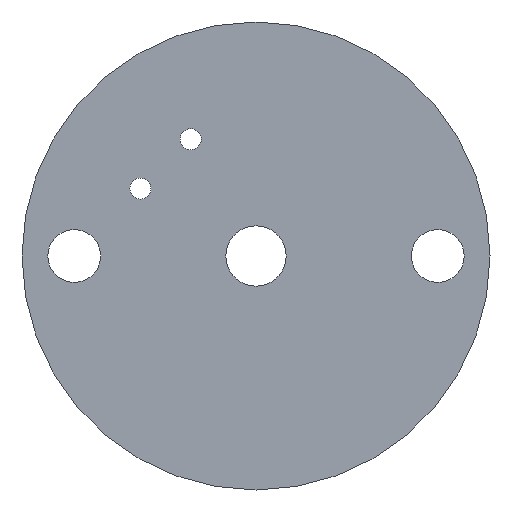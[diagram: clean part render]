
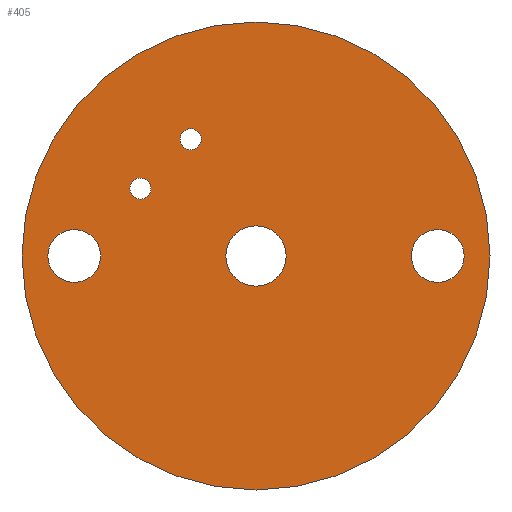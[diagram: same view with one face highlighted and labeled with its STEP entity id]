
A CAD part, front view. The second image highlights one B-rep face of the part: STEP entity #405.
In plain terms, the highlighted planar face has unit normal (0, -1, 0).
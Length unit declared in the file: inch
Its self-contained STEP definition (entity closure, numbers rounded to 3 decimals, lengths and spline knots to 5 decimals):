
#1 = CARTESIAN_POINT ( 'NONE',  ( -0.775, 0., 0. ) ) ;
#27 = VERTEX_POINT ( 'NONE', #233 ) ;
#30 = ORIENTED_EDGE ( 'NONE', *, *, #466, .F. ) ;
#35 = EDGE_LOOP ( 'NONE', ( #203, #130 ) ) ;
#37 = EDGE_LOOP ( 'NONE', ( #568, #486 ) ) ;
#38 = AXIS2_PLACEMENT_3D ( 'NONE', #183, #316, #364 ) ;
#41 = ORIENTED_EDGE ( 'NONE', *, *, #432, .F. ) ;
#46 = CARTESIAN_POINT ( 'NONE',  ( -0.27834, 0., 0.49778 ) ) ;
#48 = FACE_BOUND ( 'NONE', #35, .T. ) ;
#50 = AXIS2_PLACEMENT_3D ( 'NONE', #137, #318, #494 ) ;
#51 = DIRECTION ( 'NONE',  ( 0., -1., 0. ) ) ;
#53 = CARTESIAN_POINT ( 'NONE',  ( 0., 0., 0. ) ) ;
#58 = EDGE_CURVE ( 'NONE', #71, #27, #443, .T. ) ;
#63 = ORIENTED_EDGE ( 'NONE', *, *, #547, .F. ) ;
#71 = VERTEX_POINT ( 'NONE', #96 ) ;
#74 = AXIS2_PLACEMENT_3D ( 'NONE', #243, #277, #457 ) ;
#76 = ORIENTED_EDGE ( 'NONE', *, *, #153, .F. ) ;
#83 = AXIS2_PLACEMENT_3D ( 'NONE', #53, #539, #355 ) ;
#86 = VERTEX_POINT ( 'NONE', #285 ) ;
#89 = FACE_BOUND ( 'NONE', #37, .T. ) ;
#95 = FACE_OUTER_BOUND ( 'NONE', #479, .T. ) ;
#96 = CARTESIAN_POINT ( 'NONE',  ( -0.49246, 0., 0.3324 ) ) ;
#97 = DIRECTION ( 'NONE',  ( 0., 0., -1. ) ) ;
#109 = CARTESIAN_POINT ( 'NONE',  ( 0., 0., -0.9975 ) ) ;
#128 = CARTESIAN_POINT ( 'NONE',  ( -0.49246, 0., 0.28766 ) ) ;
#130 = ORIENTED_EDGE ( 'NONE', *, *, #471, .F. ) ;
#131 = AXIS2_PLACEMENT_3D ( 'NONE', #516, #335, #511 ) ;
#137 = CARTESIAN_POINT ( 'NONE',  ( 0.775, 0., 0. ) ) ;
#153 = EDGE_CURVE ( 'NONE', #209, #475, #197, .T. ) ;
#160 = CIRCLE ( 'NONE', #560, 0.04474 ) ;
#170 = VERTEX_POINT ( 'NONE', #462 ) ;
#171 = DIRECTION ( 'NONE',  ( 0., -1., 0. ) ) ;
#180 = DIRECTION ( 'NONE',  ( 0., -1., 0. ) ) ;
#181 = EDGE_LOOP ( 'NONE', ( #41, #531 ) ) ;
#183 = CARTESIAN_POINT ( 'NONE',  ( 0., 0., 0. ) ) ;
#188 = AXIS2_PLACEMENT_3D ( 'NONE', #46, #51, #275 ) ;
#190 = CIRCLE ( 'NONE', #478, 0.1285 ) ;
#197 = CIRCLE ( 'NONE', #131, 0.9975 ) ;
#203 = ORIENTED_EDGE ( 'NONE', *, *, #389, .F. ) ;
#209 = VERTEX_POINT ( 'NONE', #234 ) ;
#210 = CARTESIAN_POINT ( 'NONE',  ( -0.775, 0., 0. ) ) ;
#212 = DIRECTION ( 'NONE',  ( 0., 0., -1. ) ) ;
#214 = EDGE_LOOP ( 'NONE', ( #216, #30 ) ) ;
#216 = ORIENTED_EDGE ( 'NONE', *, *, #248, .F. ) ;
#218 = FACE_BOUND ( 'NONE', #416, .T. ) ;
#223 = CARTESIAN_POINT ( 'NONE',  ( -0.49246, 0., 0.28766 ) ) ;
#228 = CARTESIAN_POINT ( 'NONE',  ( 0., 0., 0.1285 ) ) ;
#233 = CARTESIAN_POINT ( 'NONE',  ( -0.49246, 0., 0.24292 ) ) ;
#234 = CARTESIAN_POINT ( 'NONE',  ( 0., 0., 0.9975 ) ) ;
#243 = CARTESIAN_POINT ( 'NONE',  ( 0., 0., 0. ) ) ;
#248 = EDGE_CURVE ( 'NONE', #86, #458, #541, .T. ) ;
#261 = AXIS2_PLACEMENT_3D ( 'NONE', #1, #180, #361 ) ;
#266 = CARTESIAN_POINT ( 'NONE',  ( 0., 0., -0.1285 ) ) ;
#275 = DIRECTION ( 'NONE',  ( 0., 0., -1. ) ) ;
#277 = DIRECTION ( 'NONE',  ( 0., 1., 0. ) ) ;
#282 = EDGE_CURVE ( 'NONE', #523, #170, #160, .T. ) ;
#285 = CARTESIAN_POINT ( 'NONE',  ( -0.775, 0., -0.1125 ) ) ;
#290 = AXIS2_PLACEMENT_3D ( 'NONE', #210, #438, #567 ) ;
#301 = CIRCLE ( 'NONE', #542, 0.1125 ) ;
#316 = DIRECTION ( 'NONE',  ( 0., 1., 0. ) ) ;
#318 = DIRECTION ( 'NONE',  ( 0., -1., 0. ) ) ;
#320 = FACE_BOUND ( 'NONE', #181, .T. ) ;
#324 = EDGE_CURVE ( 'NONE', #27, #71, #367, .T. ) ;
#327 = AXIS2_PLACEMENT_3D ( 'NONE', #128, #564, #474 ) ;
#335 = DIRECTION ( 'NONE',  ( 0., 1., 0. ) ) ;
#338 = CIRCLE ( 'NONE', #83, 0.1285 ) ;
#352 = CARTESIAN_POINT ( 'NONE',  ( -0.27834, 0., 0.49778 ) ) ;
#355 = DIRECTION ( 'NONE',  ( 0., 0., -1. ) ) ;
#361 = DIRECTION ( 'NONE',  ( 0., 0., -1. ) ) ;
#364 = DIRECTION ( 'NONE',  ( 0., 0., 1. ) ) ;
#367 = CIRCLE ( 'NONE', #327, 0.04474 ) ;
#368 = CIRCLE ( 'NONE', #50, 0.1125 ) ;
#369 = PLANE ( 'NONE',  #38 ) ;
#372 = CARTESIAN_POINT ( 'NONE',  ( 0.775, 0., 0.1125 ) ) ;
#379 = CIRCLE ( 'NONE', #188, 0.04474 ) ;
#389 = EDGE_CURVE ( 'NONE', #431, #565, #301, .T. ) ;
#394 = VERTEX_POINT ( 'NONE', #228 ) ;
#395 = DIRECTION ( 'NONE',  ( 0., -1., 0. ) ) ;
#397 = ORIENTED_EDGE ( 'NONE', *, *, #411, .F. ) ;
#403 = DIRECTION ( 'NONE',  ( 0., -1., 0. ) ) ;
#405 = ADVANCED_FACE ( 'NONE', ( #218, #89, #446, #48, #320, #95 ), #369, .F. ) ;
#411 = EDGE_CURVE ( 'NONE', #170, #523, #379, .T. ) ;
#414 = CIRCLE ( 'NONE', #74, 0.9975 ) ;
#416 = EDGE_LOOP ( 'NONE', ( #536, #397 ) ) ;
#417 = EDGE_CURVE ( 'NONE', #394, #449, #338, .T. ) ;
#421 = AXIS2_PLACEMENT_3D ( 'NONE', #223, #403, #497 ) ;
#431 = VERTEX_POINT ( 'NONE', #498 ) ;
#432 = EDGE_CURVE ( 'NONE', #449, #394, #190, .T. ) ;
#438 = DIRECTION ( 'NONE',  ( 0., -1., 0. ) ) ;
#443 = CIRCLE ( 'NONE', #421, 0.04474 ) ;
#446 = FACE_BOUND ( 'NONE', #214, .T. ) ;
#449 = VERTEX_POINT ( 'NONE', #266 ) ;
#457 = DIRECTION ( 'NONE',  ( 0., 0., 1. ) ) ;
#458 = VERTEX_POINT ( 'NONE', #535 ) ;
#461 = CIRCLE ( 'NONE', #261, 0.1125 ) ;
#462 = CARTESIAN_POINT ( 'NONE',  ( -0.27834, 0., 0.54252 ) ) ;
#466 = EDGE_CURVE ( 'NONE', #458, #86, #461, .T. ) ;
#471 = EDGE_CURVE ( 'NONE', #565, #431, #368, .T. ) ;
#474 = DIRECTION ( 'NONE',  ( 0., 0., -1. ) ) ;
#475 = VERTEX_POINT ( 'NONE', #109 ) ;
#478 = AXIS2_PLACEMENT_3D ( 'NONE', #489, #575, #491 ) ;
#479 = EDGE_LOOP ( 'NONE', ( #63, #76 ) ) ;
#486 = ORIENTED_EDGE ( 'NONE', *, *, #58, .F. ) ;
#489 = CARTESIAN_POINT ( 'NONE',  ( 0., 0., 0. ) ) ;
#491 = DIRECTION ( 'NONE',  ( 0., 0., -1. ) ) ;
#494 = DIRECTION ( 'NONE',  ( 0., 0., -1. ) ) ;
#497 = DIRECTION ( 'NONE',  ( 0., 0., -1. ) ) ;
#498 = CARTESIAN_POINT ( 'NONE',  ( 0.775, 0., -0.1125 ) ) ;
#511 = DIRECTION ( 'NONE',  ( 0., 0., 1. ) ) ;
#516 = CARTESIAN_POINT ( 'NONE',  ( 0., 0., 0. ) ) ;
#523 = VERTEX_POINT ( 'NONE', #554 ) ;
#531 = ORIENTED_EDGE ( 'NONE', *, *, #417, .F. ) ;
#535 = CARTESIAN_POINT ( 'NONE',  ( -0.775, 0., 0.1125 ) ) ;
#536 = ORIENTED_EDGE ( 'NONE', *, *, #282, .F. ) ;
#539 = DIRECTION ( 'NONE',  ( 0., -1., 0. ) ) ;
#541 = CIRCLE ( 'NONE', #290, 0.1125 ) ;
#542 = AXIS2_PLACEMENT_3D ( 'NONE', #572, #171, #97 ) ;
#547 = EDGE_CURVE ( 'NONE', #475, #209, #414, .T. ) ;
#554 = CARTESIAN_POINT ( 'NONE',  ( -0.27834, 0., 0.45304 ) ) ;
#560 = AXIS2_PLACEMENT_3D ( 'NONE', #352, #395, #212 ) ;
#564 = DIRECTION ( 'NONE',  ( 0., -1., 0. ) ) ;
#565 = VERTEX_POINT ( 'NONE', #372 ) ;
#567 = DIRECTION ( 'NONE',  ( 0., 0., -1. ) ) ;
#568 = ORIENTED_EDGE ( 'NONE', *, *, #324, .F. ) ;
#572 = CARTESIAN_POINT ( 'NONE',  ( 0.775, 0., 0. ) ) ;
#575 = DIRECTION ( 'NONE',  ( 0., -1., 0. ) ) ;
